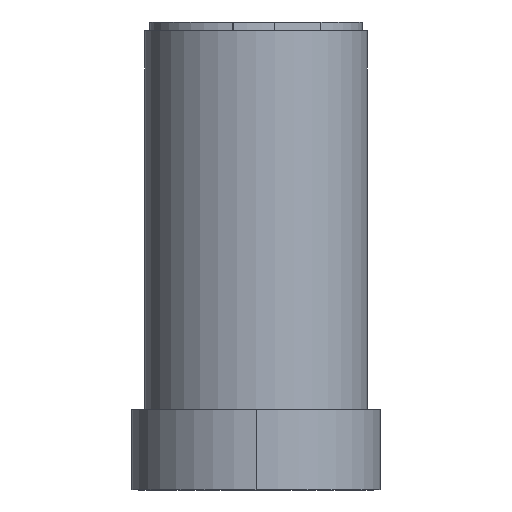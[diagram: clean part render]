
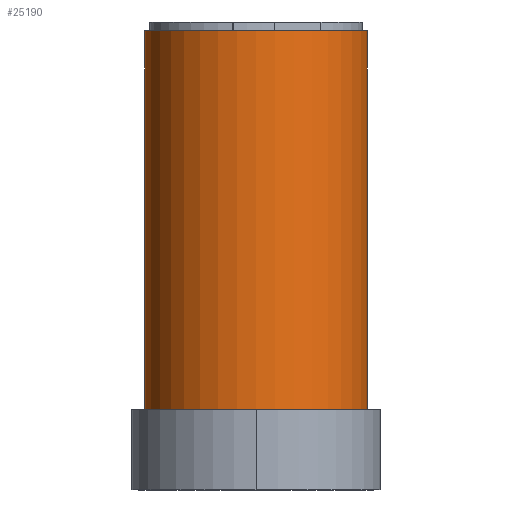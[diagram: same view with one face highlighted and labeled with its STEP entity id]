
A CAD part, left-side view. The second image highlights one B-rep face of the part: STEP entity #25190.
In plain terms, the highlighted cylindrical face has radius 3.175 mm (diameter 6.35 mm), a partial arc.
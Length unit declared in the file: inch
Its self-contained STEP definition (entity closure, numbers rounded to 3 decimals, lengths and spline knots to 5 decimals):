
#6664 = AXIS2_PLACEMENT_3D ( 'NONE', #9843, #9842, #9839 ) ;
#8340 = ORIENTED_EDGE ( 'NONE', *, *, #30568, .T. ) ;
#8347 = ORIENTED_EDGE ( 'NONE', *, *, #30597, .F. ) ;
#8348 = ORIENTED_EDGE ( 'NONE', *, *, #30596, .T. ) ;
#8349 = ORIENTED_EDGE ( 'NONE', *, *, #30595, .T. ) ;
#8730 = FACE_OUTER_BOUND ( 'NONE', #32118, .T. ) ;
#8756 = CYLINDRICAL_SURFACE ( 'NONE', #6664, 0.125 ) ;
#9839 = DIRECTION ( 'NONE',  ( 1., 0., 0. ) ) ;
#9842 = DIRECTION ( 'NONE',  ( 0., 0., 1. ) ) ;
#9843 = CARTESIAN_POINT ( 'NONE',  ( -0.435, 0., -1.2107 ) ) ;
#14596 = LINE ( 'NONE', #17912, #14601 ) ;
#14601 = VECTOR ( 'NONE', #17917, 39.37008 ) ;
#14602 = CIRCLE ( 'NONE', #16025, 0.125 ) ;
#14647 = LINE ( 'NONE', #17976, #14649 ) ;
#14648 = CIRCLE ( 'NONE', #16026, 0.125 ) ;
#14649 = VECTOR ( 'NONE', #17972, 39.37008 ) ;
#16025 = AXIS2_PLACEMENT_3D ( 'NONE', #17979, #17980, #17981 ) ;
#16026 = AXIS2_PLACEMENT_3D ( 'NONE', #17982, #17983, #17984 ) ;
#17912 = CARTESIAN_POINT ( 'NONE',  ( -0.435, 0.125, -1.2107 ) ) ;
#17917 = DIRECTION ( 'NONE',  ( 0., 0., -1. ) ) ;
#17972 = DIRECTION ( 'NONE',  ( 0., 0., 1. ) ) ;
#17976 = CARTESIAN_POINT ( 'NONE',  ( -0.435, -0.125, -1.2107 ) ) ;
#17979 = CARTESIAN_POINT ( 'NONE',  ( -0.435, 0., 0.075 ) ) ;
#17980 = DIRECTION ( 'NONE',  ( 0., 0., 1. ) ) ;
#17981 = DIRECTION ( 'NONE',  ( 1., 0., 0. ) ) ;
#17982 = CARTESIAN_POINT ( 'NONE',  ( -0.435, 0., 0.5 ) ) ;
#17983 = DIRECTION ( 'NONE',  ( 0., 0., 1. ) ) ;
#17984 = DIRECTION ( 'NONE',  ( 1., 0., 0. ) ) ;
#20780 = CARTESIAN_POINT ( 'NONE',  ( -0.435, -0.125, 0.075 ) ) ;
#20785 = CARTESIAN_POINT ( 'NONE',  ( -0.435, -0.125, 0.5 ) ) ;
#20792 = CARTESIAN_POINT ( 'NONE',  ( -0.435, 0.125, 0.075 ) ) ;
#20796 = CARTESIAN_POINT ( 'NONE',  ( -0.435, 0.125, 0.5 ) ) ;
#25190 = ADVANCED_FACE ( 'NONE', ( #8730 ), #8756, .T. ) ;
#30568 = EDGE_CURVE ( 'NONE', #32153, #32149, #14596, .T. ) ;
#30595 = EDGE_CURVE ( 'NONE', #32149, #32138, #14602, .T. ) ;
#30596 = EDGE_CURVE ( 'NONE', #32138, #32139, #14647, .T. ) ;
#30597 = EDGE_CURVE ( 'NONE', #32153, #32139, #14648, .T. ) ;
#32118 = EDGE_LOOP ( 'NONE', ( #8340, #8349, #8348, #8347 ) ) ;
#32138 = VERTEX_POINT ( 'NONE', #20780 ) ;
#32139 = VERTEX_POINT ( 'NONE', #20785 ) ;
#32149 = VERTEX_POINT ( 'NONE', #20792 ) ;
#32153 = VERTEX_POINT ( 'NONE', #20796 ) ;
